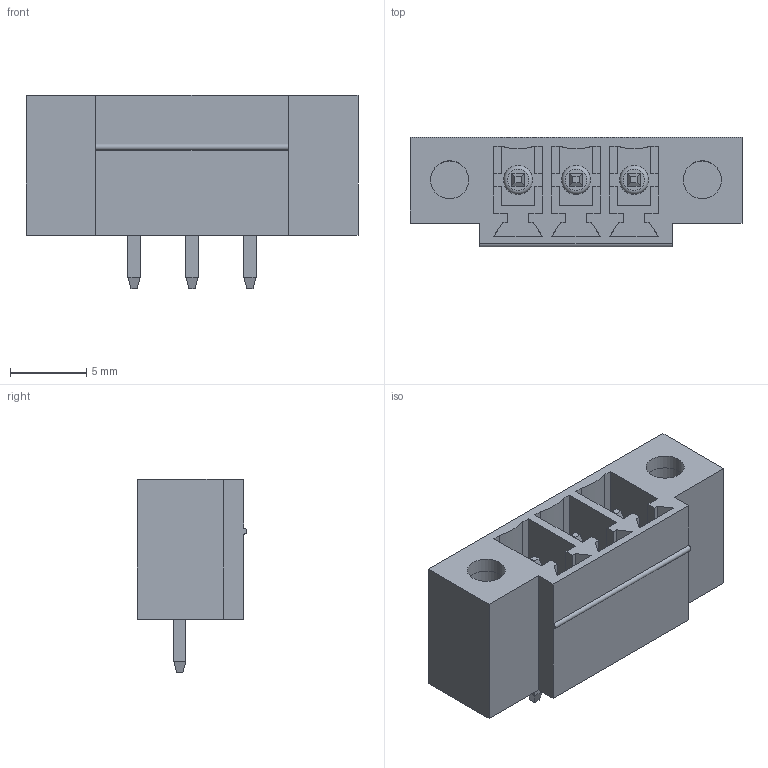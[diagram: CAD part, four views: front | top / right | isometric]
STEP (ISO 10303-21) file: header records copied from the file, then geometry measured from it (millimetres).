
FILE_DESCRIPTION( ( 'Unknown' ), '1' );
FILE_NAME( '691323300003.stp', 'Unknown', ( 'Unknown' ), ( 'Unknown' ), 'PSStep 14.0', 'Unknown', ' ' );
FILE_SCHEMA( ( 'AUTOMOTIVE_DESIGN { 1 0 10303 214 1 1 1 1 }' ) );
Length unit declared in the file: millimetre
Products named in the file (4): Assem1; 6913233000xx_PIN; 6913233000xx_INSERT; 691321300003
Assembly tree (6 placements, depth 2):
  Assem1
    6913233000xx_PIN  x3
    6913233000xx_INSERT  x2
    691321300003
Bounding box: 21.82 x 7.2 x 12.7 mm (x, y, z)
Volume: 794.6 mm3; surface area: 2042.7 mm2
Topology: 6 solids, 6 shells, 223 faces, 583 edges, 379 vertices
Faces by surface type: plane 202, cylinder 14, torus 7
Full cylindrical faces by diameter (mm): 1.9 x3, 2.5 x4
Entity records: 7378 total; most frequent: CARTESIAN_POINT 1248, ORIENTED_EDGE 966, DIRECTION 882, EDGE_CURVE 483, LINE 440, VECTOR 440, VERTEX_POINT 323, AXIS2_PLACEMENT_3D 221
